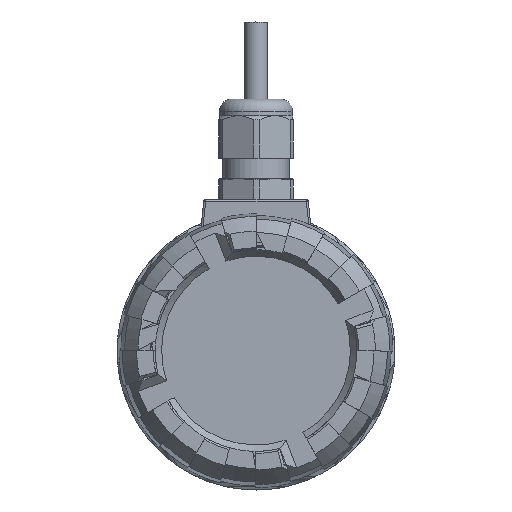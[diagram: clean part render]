
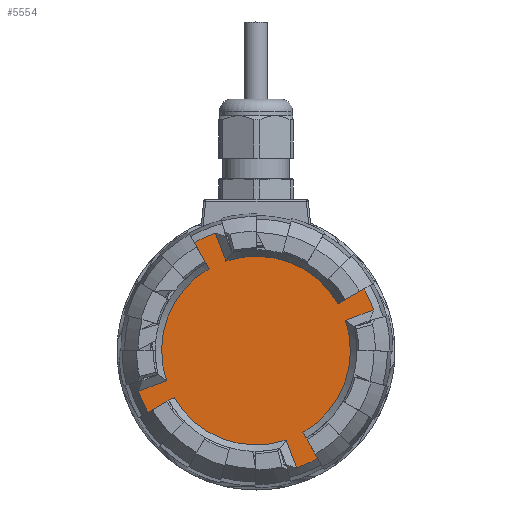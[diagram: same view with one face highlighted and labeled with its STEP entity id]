
A CAD part, top view. The second image highlights one B-rep face of the part: STEP entity #5554.
In plain terms, the highlighted planar face has unit normal (0, 0, 1).
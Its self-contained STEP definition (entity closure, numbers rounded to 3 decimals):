
#214=CIRCLE('',#5820,24.47);
#215=CIRCLE('',#5821,32.206);
#216=CIRCLE('',#5822,24.47);
#217=CIRCLE('',#5823,32.206);
#218=CIRCLE('',#5824,24.47);
#219=CIRCLE('',#5825,32.206);
#220=CIRCLE('',#5826,24.47);
#221=CIRCLE('',#5827,32.206);
#424=LINE('',#7525,#732);
#427=LINE('',#7538,#735);
#428=LINE('',#7543,#736);
#430=LINE('',#7552,#738);
#444=LINE('',#7614,#752);
#445=LINE('',#7619,#753);
#446=LINE('',#7624,#754);
#447=LINE('',#7629,#755);
#732=VECTOR('',#6270,1000.);
#735=VECTOR('',#6281,1000.);
#736=VECTOR('',#6286,1000.);
#738=VECTOR('',#6294,1000.);
#752=VECTOR('',#6348,1000.);
#753=VECTOR('',#6353,1000.);
#754=VECTOR('',#6358,1000.);
#755=VECTOR('',#6363,1000.);
#1080=ORIENTED_EDGE('',*,*,#2268,.F.);
#1081=ORIENTED_EDGE('',*,*,#2241,.F.);
#1082=ORIENTED_EDGE('',*,*,#2269,.T.);
#1083=ORIENTED_EDGE('',*,*,#2270,.F.);
#1084=ORIENTED_EDGE('',*,*,#2271,.F.);
#1085=ORIENTED_EDGE('',*,*,#2235,.T.);
#1086=ORIENTED_EDGE('',*,*,#2272,.T.);
#1087=ORIENTED_EDGE('',*,*,#2273,.T.);
#1088=ORIENTED_EDGE('',*,*,#2274,.F.);
#1089=ORIENTED_EDGE('',*,*,#2229,.F.);
#1090=ORIENTED_EDGE('',*,*,#2275,.T.);
#1091=ORIENTED_EDGE('',*,*,#2276,.F.);
#1092=ORIENTED_EDGE('',*,*,#2277,.F.);
#1093=ORIENTED_EDGE('',*,*,#2237,.F.);
#1094=ORIENTED_EDGE('',*,*,#2278,.T.);
#1095=ORIENTED_EDGE('',*,*,#2279,.F.);
#2229=EDGE_CURVE('',#2822,#2824,#424,.T.);
#2235=EDGE_CURVE('',#2827,#2829,#427,.T.);
#2237=EDGE_CURVE('',#2830,#2832,#428,.T.);
#2241=EDGE_CURVE('',#2834,#2836,#430,.T.);
#2268=EDGE_CURVE('',#2836,#2862,#214,.T.);
#2269=EDGE_CURVE('',#2834,#2863,#215,.T.);
#2270=EDGE_CURVE('',#2864,#2863,#444,.T.);
#2271=EDGE_CURVE('',#2827,#2864,#216,.T.);
#2272=EDGE_CURVE('',#2829,#2865,#217,.T.);
#2273=EDGE_CURVE('',#2865,#2866,#445,.T.);
#2274=EDGE_CURVE('',#2824,#2866,#218,.T.);
#2275=EDGE_CURVE('',#2822,#2867,#219,.T.);
#2276=EDGE_CURVE('',#2868,#2867,#446,.T.);
#2277=EDGE_CURVE('',#2832,#2868,#220,.T.);
#2278=EDGE_CURVE('',#2830,#2869,#221,.T.);
#2279=EDGE_CURVE('',#2862,#2869,#447,.T.);
#2822=VERTEX_POINT('',#7523);
#2824=VERTEX_POINT('',#7526);
#2827=VERTEX_POINT('',#7533);
#2829=VERTEX_POINT('',#7537);
#2830=VERTEX_POINT('',#7541);
#2832=VERTEX_POINT('',#7544);
#2834=VERTEX_POINT('',#7550);
#2836=VERTEX_POINT('',#7553);
#2862=VERTEX_POINT('',#7611);
#2863=VERTEX_POINT('',#7613);
#2864=VERTEX_POINT('',#7615);
#2865=VERTEX_POINT('',#7618);
#2866=VERTEX_POINT('',#7620);
#2867=VERTEX_POINT('',#7623);
#2868=VERTEX_POINT('',#7625);
#2869=VERTEX_POINT('',#7628);
#3252=EDGE_LOOP('',(#1080,#1081,#1082,#1083,#1084,#1085,#1086,#1087,#1088,
#1089,#1090,#1091,#1092,#1093,#1094,#1095));
#3521=FACE_BOUND('',#3252,.T.);
#3791=PLANE('',#5819);
#5554=ADVANCED_FACE('',(#3521),#3791,.F.);
#5819=AXIS2_PLACEMENT_3D('',#7609,#6342,#6343);
#5820=AXIS2_PLACEMENT_3D('',#7610,#6344,#6345);
#5821=AXIS2_PLACEMENT_3D('',#7612,#6346,#6347);
#5822=AXIS2_PLACEMENT_3D('',#7616,#6349,#6350);
#5823=AXIS2_PLACEMENT_3D('',#7617,#6351,#6352);
#5824=AXIS2_PLACEMENT_3D('',#7621,#6354,#6355);
#5825=AXIS2_PLACEMENT_3D('',#7622,#6356,#6357);
#5826=AXIS2_PLACEMENT_3D('',#7626,#6359,#6360);
#5827=AXIS2_PLACEMENT_3D('',#7627,#6361,#6362);
#6270=DIRECTION('',(-0.935,-0.355,0.));
#6281=DIRECTION('',(0.355,-0.935,0.));
#6286=DIRECTION('',(0.355,-0.935,0.));
#6294=DIRECTION('',(0.935,0.355,0.));
#6342=DIRECTION('',(0.,0.,-1.));
#6343=DIRECTION('',(0.255,-0.967,0.));
#6344=DIRECTION('',(0.,0.,-1.));
#6345=DIRECTION('',(0.255,-0.967,0.));
#6346=DIRECTION('',(0.,0.,1.));
#6347=DIRECTION('',(-0.255,0.967,0.));
#6348=DIRECTION('',(-0.868,-0.497,0.));
#6349=DIRECTION('',(0.,0.,-1.));
#6350=DIRECTION('',(0.255,-0.967,0.));
#6351=DIRECTION('',(0.,0.,1.));
#6352=DIRECTION('',(-0.255,0.967,0.));
#6353=DIRECTION('',(-0.497,0.868,0.));
#6354=DIRECTION('',(0.,0.,-1.));
#6355=DIRECTION('',(0.255,-0.967,0.));
#6356=DIRECTION('',(0.,0.,1.));
#6357=DIRECTION('',(-0.255,0.967,0.));
#6358=DIRECTION('',(0.868,0.497,0.));
#6359=DIRECTION('',(0.,0.,-1.));
#6360=DIRECTION('',(0.255,-0.967,0.));
#6361=DIRECTION('',(0.,0.,1.));
#6362=DIRECTION('',(-0.255,0.967,0.));
#6363=DIRECTION('',(-0.497,0.868,0.));
#7523=CARTESIAN_POINT('',(30.428,10.551,57.8));
#7525=CARTESIAN_POINT('',(0.334,-0.878,57.8));
#7526=CARTESIAN_POINT('',(23.192,7.803,57.8));
#7533=CARTESIAN_POINT('',(7.803,-23.192,57.8));
#7537=CARTESIAN_POINT('',(10.551,-30.428,57.8));
#7538=CARTESIAN_POINT('',(-0.878,-0.334,57.8));
#7541=CARTESIAN_POINT('',(-10.551,30.428,57.8));
#7543=CARTESIAN_POINT('',(0.878,0.334,57.8));
#7544=CARTESIAN_POINT('',(-7.803,23.192,57.8));
#7550=CARTESIAN_POINT('',(-30.428,-10.551,57.8));
#7552=CARTESIAN_POINT('',(-0.334,0.878,57.8));
#7553=CARTESIAN_POINT('',(-23.192,-7.803,57.8));
#7609=CARTESIAN_POINT('',(0.,0.,57.8));
#7610=CARTESIAN_POINT('',(0.,0.,57.8));
#7611=CARTESIAN_POINT('',(-12.16,21.235,57.8));
#7612=CARTESIAN_POINT('',(0.,0.,57.8));
#7613=CARTESIAN_POINT('',(-27.948,-16.004,57.8));
#7614=CARTESIAN_POINT('',(21.238,12.161,57.8));
#7615=CARTESIAN_POINT('',(-21.235,-12.16,57.8));
#7616=CARTESIAN_POINT('',(0.,0.,57.8));
#7617=CARTESIAN_POINT('',(0.,0.,57.8));
#7618=CARTESIAN_POINT('',(16.004,-27.948,57.8));
#7619=CARTESIAN_POINT('',(17.564,-30.672,57.8));
#7620=CARTESIAN_POINT('',(12.16,-21.235,57.8));
#7621=CARTESIAN_POINT('',(0.,0.,57.8));
#7622=CARTESIAN_POINT('',(0.,0.,57.8));
#7623=CARTESIAN_POINT('',(27.948,16.004,57.8));
#7624=CARTESIAN_POINT('',(21.235,12.16,57.8));
#7625=CARTESIAN_POINT('',(21.235,12.16,57.8));
#7626=CARTESIAN_POINT('',(0.,0.,57.8));
#7627=CARTESIAN_POINT('',(0.,0.,57.8));
#7628=CARTESIAN_POINT('',(-16.004,27.948,57.8));
#7629=CARTESIAN_POINT('',(17.641,-30.807,57.8));
